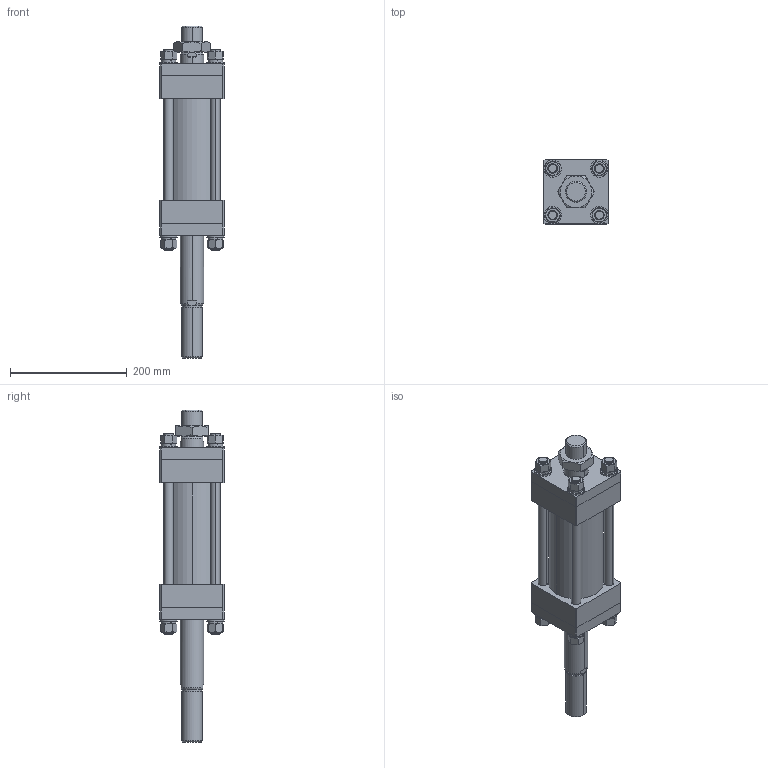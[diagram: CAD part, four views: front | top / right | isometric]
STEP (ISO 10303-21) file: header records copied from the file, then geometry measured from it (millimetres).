
FILE_DESCRIPTION (( 'STEP AP203' ), '1' );
FILE_NAME ('HOD-80-40-100.STEP', '2021-04-27T06:31:53', ( '微软用户' ), ( '微软中国' ), 'SwSTEP 2.0', 'SolidWorks 2012', '' );
FILE_SCHEMA (( 'CONFIG_CONTROL_DESIGN' ));
Length unit declared in the file: millimetre
Products named in the file (10): HOB-80-40-100前盖; HOB-80-40-100楊擘; HOB-80-40-100掛极; hex nuts 1-fine pitch-grades ab gb_GB_FASTENER_NUT_SNAB1XY M16X1.5-C; spring lock washers--normal type gb_GB_FASTENER_WASHER_SW 16; hex thin nuts-grades ab-chamfered gb_GB_FASTENER_NUT_STNAB  B M36-N; HOD-80-40-100; HOD-80-40-100活塞杆; HOD-80-40-100嶺裝; plain washers--product grade c gb_GB_FASTENER_WASHER_SMWC 16
Assembly tree (35 placements, depth 2):
  HOD-80-40-100
    HOB-80-40-100掛极
    HOB-80-40-100前盖  x2
    HOB-80-40-100楊擘  x2
    HOD-80-40-100活塞杆
    HOD-80-40-100嶺裝  x4
    plain washers--product grade c gb_GB_FASTENER_WASHER_SMWC 16  x8
    hex nuts 1-fine pitch-grades ab gb_GB_FASTENER_NUT_SNAB1XY M16X1.5-C  x8
    spring lock washers--normal type gb_GB_FASTENER_WASHER_SW 16  x8
    hex thin nuts-grades ab-chamfered gb_GB_FASTENER_NUT_STNAB  B M36-N
Bounding box: 110 x 110 x 569 mm (x, y, z)
Volume: 2812639.8 mm3; surface area: 487052.9 mm2
Topology: 35 solids, 35 shells, 506 faces, 1142 edges, 718 vertices
Faces by surface type: plane 194, cylinder 180, cone 120, torus 12
Entity records: 7388 total; most frequent: CARTESIAN_POINT 1349, DIRECTION 986, ORIENTED_EDGE 820, EDGE_CURVE 410, AXIS2_PLACEMENT_3D 404, VERTEX_POINT 257, EDGE_LOOP 219, CIRCLE 186
